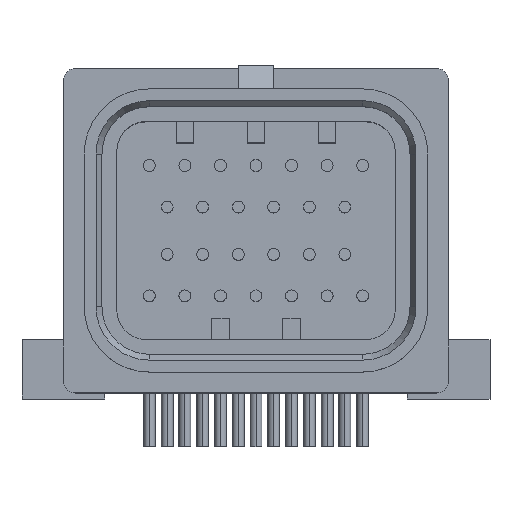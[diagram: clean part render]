
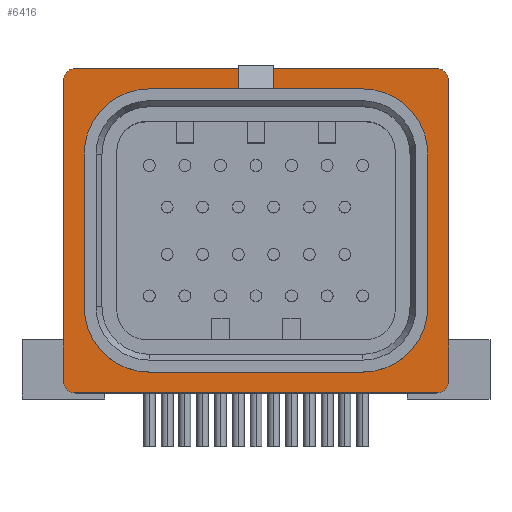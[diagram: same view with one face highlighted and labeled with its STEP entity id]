
A CAD part, top view. The second image highlights one B-rep face of the part: STEP entity #6416.
In plain terms, the highlighted planar face has unit normal (0, 0, 1).
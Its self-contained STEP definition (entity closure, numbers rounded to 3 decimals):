
#153=DIRECTION('',(0.,-1.,0.));
#154=VECTOR('',#153,12.9);
#155=CARTESIAN_POINT('',(-13.25,6.45,-9.5));
#156=LINE('',#155,#154);
#193=CARTESIAN_POINT('',(-15.25,12.7,-9.5));
#194=DIRECTION('',(0.,0.,1.));
#195=DIRECTION('',(0.,1.,0.));
#196=AXIS2_PLACEMENT_3D('',#193,#194,#195);
#198=DIRECTION('',(1.,0.,0.));
#199=VECTOR('',#198,30.5);
#200=CARTESIAN_POINT('',(-15.25,13.7,-9.5));
#201=LINE('',#200,#199);
#202=CARTESIAN_POINT('',(15.25,12.7,-9.5));
#203=DIRECTION('',(0.,0.,1.));
#204=DIRECTION('',(1.,0.,0.));
#205=AXIS2_PLACEMENT_3D('',#202,#203,#204);
#207=DIRECTION('',(0.,-1.,0.));
#208=VECTOR('',#207,25.4);
#209=CARTESIAN_POINT('',(16.25,12.7,-9.5));
#210=LINE('',#209,#208);
#211=CARTESIAN_POINT('',(15.25,-12.7,-9.5));
#212=DIRECTION('',(0.,0.,1.));
#213=DIRECTION('',(0.,-1.,0.));
#214=AXIS2_PLACEMENT_3D('',#211,#212,#213);
#216=DIRECTION('',(-1.,0.,0.));
#217=VECTOR('',#216,30.5);
#218=CARTESIAN_POINT('',(15.25,-13.7,-9.5));
#219=LINE('',#218,#217);
#220=CARTESIAN_POINT('',(-15.25,-12.7,-9.5));
#221=DIRECTION('',(0.,0.,1.));
#222=DIRECTION('',(-1.,0.,0.));
#223=AXIS2_PLACEMENT_3D('',#220,#221,#222);
#225=DIRECTION('',(0.,1.,0.));
#226=VECTOR('',#225,25.4);
#227=CARTESIAN_POINT('',(-16.25,-12.7,-9.5));
#228=LINE('',#227,#226);
#229=CARTESIAN_POINT('',(-9.,-6.45,-9.5));
#230=DIRECTION('',(0.,0.,-1.));
#231=DIRECTION('',(0.,-1.,0.));
#232=AXIS2_PLACEMENT_3D('',#229,#230,#231);
#234=CARTESIAN_POINT('',(9.,-6.45,-9.5));
#235=DIRECTION('',(0.,0.,-1.));
#236=DIRECTION('',(1.,0.,0.));
#237=AXIS2_PLACEMENT_3D('',#234,#235,#236);
#239=CARTESIAN_POINT('',(9.,6.45,-9.5));
#240=DIRECTION('',(0.,0.,-1.));
#241=DIRECTION('',(0.,1.,0.));
#242=AXIS2_PLACEMENT_3D('',#239,#240,#241);
#244=CARTESIAN_POINT('',(-9.,6.45,-9.5));
#245=DIRECTION('',(0.,0.,-1.));
#246=DIRECTION('',(-1.,0.,0.));
#247=AXIS2_PLACEMENT_3D('',#244,#245,#246);
#553=DIRECTION('',(-1.,0.,0.));
#554=VECTOR('',#553,18.);
#555=CARTESIAN_POINT('',(9.,10.7,-9.5));
#556=LINE('',#555,#554);
#581=DIRECTION('',(0.,1.,0.));
#582=VECTOR('',#581,12.9);
#583=CARTESIAN_POINT('',(13.25,-6.45,-9.5));
#584=LINE('',#583,#582);
#625=DIRECTION('',(1.,0.,0.));
#626=VECTOR('',#625,18.);
#627=CARTESIAN_POINT('',(-9.,-10.7,-9.5));
#628=LINE('',#627,#626);
#4855=CARTESIAN_POINT('',(-16.25,-12.7,-9.5));
#4856=CARTESIAN_POINT('',(-16.25,12.7,-9.5));
#4857=VERTEX_POINT('',#4855);
#4858=VERTEX_POINT('',#4856);
#4859=CARTESIAN_POINT('',(15.25,-13.7,-9.5));
#4860=CARTESIAN_POINT('',(-15.25,-13.7,-9.5));
#4861=VERTEX_POINT('',#4859);
#4862=VERTEX_POINT('',#4860);
#4863=CARTESIAN_POINT('',(16.25,12.7,-9.5));
#4864=CARTESIAN_POINT('',(16.25,-12.7,-9.5));
#4865=VERTEX_POINT('',#4863);
#4866=VERTEX_POINT('',#4864);
#4867=CARTESIAN_POINT('',(-15.25,13.7,-9.5));
#4868=CARTESIAN_POINT('',(15.25,13.7,-9.5));
#4869=VERTEX_POINT('',#4867);
#4870=VERTEX_POINT('',#4868);
#4887=CARTESIAN_POINT('',(-13.25,6.45,-9.5));
#4888=CARTESIAN_POINT('',(-13.25,-6.45,-9.5));
#4889=VERTEX_POINT('',#4887);
#4890=VERTEX_POINT('',#4888);
#4891=CARTESIAN_POINT('',(-9.,-10.7,-9.5));
#4892=CARTESIAN_POINT('',(9.,-10.7,-9.5));
#4893=VERTEX_POINT('',#4891);
#4894=VERTEX_POINT('',#4892);
#4895=CARTESIAN_POINT('',(13.25,-6.45,-9.5));
#4896=CARTESIAN_POINT('',(13.25,6.45,-9.5));
#4897=VERTEX_POINT('',#4895);
#4898=VERTEX_POINT('',#4896);
#4899=CARTESIAN_POINT('',(9.,10.7,-9.5));
#4900=CARTESIAN_POINT('',(-9.,10.7,-9.5));
#4901=VERTEX_POINT('',#4899);
#4902=VERTEX_POINT('',#4900);
#6376=CARTESIAN_POINT('',(0.,0.,-9.5));
#6377=DIRECTION('',(0.,0.,1.));
#6378=DIRECTION('',(1.,0.,0.));
#6379=AXIS2_PLACEMENT_3D('',#6376,#6377,#6378);
#6380=PLANE('',#6379);
#6382=ORIENTED_EDGE('',*,*,#6381,.F.);
#6384=ORIENTED_EDGE('',*,*,#6383,.T.);
#6386=ORIENTED_EDGE('',*,*,#6385,.F.);
#6388=ORIENTED_EDGE('',*,*,#6387,.T.);
#6390=ORIENTED_EDGE('',*,*,#6389,.F.);
#6392=ORIENTED_EDGE('',*,*,#6391,.T.);
#6394=ORIENTED_EDGE('',*,*,#6393,.F.);
#6396=ORIENTED_EDGE('',*,*,#6395,.T.);
#6397=EDGE_LOOP('',(#6382,#6384,#6386,#6388,#6390,#6392,#6394,#6396));
#6398=FACE_OUTER_BOUND('',#6397,.F.);
#6399=ORIENTED_EDGE('',*,*,#6342,.T.);
#6401=ORIENTED_EDGE('',*,*,#6400,.F.);
#6403=ORIENTED_EDGE('',*,*,#6402,.T.);
#6405=ORIENTED_EDGE('',*,*,#6404,.F.);
#6407=ORIENTED_EDGE('',*,*,#6406,.T.);
#6409=ORIENTED_EDGE('',*,*,#6408,.F.);
#6411=ORIENTED_EDGE('',*,*,#6410,.T.);
#6413=ORIENTED_EDGE('',*,*,#6412,.F.);
#6414=EDGE_LOOP('',(#6399,#6401,#6403,#6405,#6407,#6409,#6411,#6413));
#6415=FACE_BOUND('',#6414,.F.);
#197=CIRCLE('',#196,1.);
#206=CIRCLE('',#205,1.);
#215=CIRCLE('',#214,1.);
#224=CIRCLE('',#223,1.);
#233=CIRCLE('',#232,4.25);
#238=CIRCLE('',#237,4.25);
#243=CIRCLE('',#242,4.25);
#248=CIRCLE('',#247,4.25);
#6342=EDGE_CURVE('',#4889,#4890,#156,.T.);
#6381=EDGE_CURVE('',#4869,#4858,#197,.T.);
#6383=EDGE_CURVE('',#4869,#4870,#201,.T.);
#6385=EDGE_CURVE('',#4865,#4870,#206,.T.);
#6387=EDGE_CURVE('',#4865,#4866,#210,.T.);
#6389=EDGE_CURVE('',#4861,#4866,#215,.T.);
#6391=EDGE_CURVE('',#4861,#4862,#219,.T.);
#6393=EDGE_CURVE('',#4857,#4862,#224,.T.);
#6395=EDGE_CURVE('',#4857,#4858,#228,.T.);
#6400=EDGE_CURVE('',#4893,#4890,#233,.T.);
#6402=EDGE_CURVE('',#4893,#4894,#628,.T.);
#6404=EDGE_CURVE('',#4897,#4894,#238,.T.);
#6406=EDGE_CURVE('',#4897,#4898,#584,.T.);
#6408=EDGE_CURVE('',#4901,#4898,#243,.T.);
#6410=EDGE_CURVE('',#4901,#4902,#556,.T.);
#6412=EDGE_CURVE('',#4889,#4902,#248,.T.);
#6416=ADVANCED_FACE('',(#6398,#6415),#6380,.T.);
